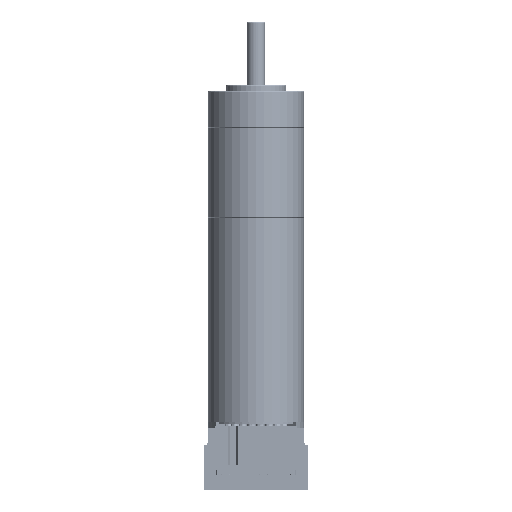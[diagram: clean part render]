
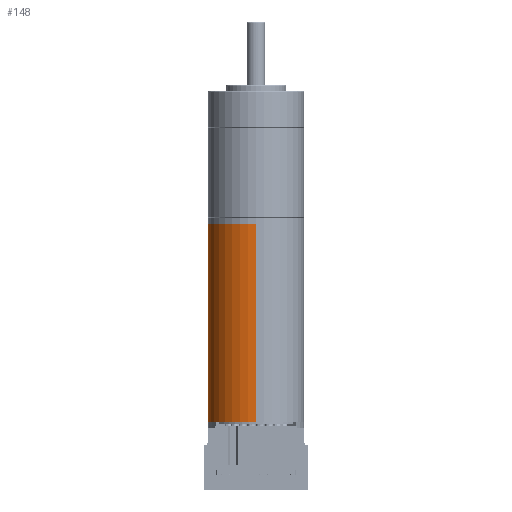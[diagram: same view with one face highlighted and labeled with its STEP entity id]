
A CAD part, left-side view. The second image highlights one B-rep face of the part: STEP entity #148.
In plain terms, the highlighted cylindrical face has radius 8 mm (diameter 16 mm), a partial arc.
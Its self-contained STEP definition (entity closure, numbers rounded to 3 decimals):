
#11=CARTESIAN_POINT('',(0.,0.,0.));
#12=DIRECTION('',(0.,0.,1.));
#13=DIRECTION('',(1.,0.,0.));
#14=AXIS2_PLACEMENT_3D('',#11,#12,#13);
#39=CARTESIAN_POINT('',(0.,0.,33.));
#40=DIRECTION('',(0.,0.,1.));
#41=DIRECTION('',(1.,0.,0.));
#42=AXIS2_PLACEMENT_3D('',#39,#40,#41);
#49=DIRECTION('',(0.,0.,1.));
#50=VECTOR('',#49,33.);
#51=CARTESIAN_POINT('',(8.,0.,0.));
#52=LINE('',#51,#50);
#53=DIRECTION('',(0.,0.,1.));
#54=VECTOR('',#53,33.);
#55=CARTESIAN_POINT('',(-8.,0.,0.));
#56=LINE('',#55,#54);
#61=CARTESIAN_POINT('',(8.,0.,0.));
#62=CARTESIAN_POINT('',(-8.,0.,0.));
#63=VERTEX_POINT('',#61);
#64=VERTEX_POINT('',#62);
#69=CARTESIAN_POINT('',(8.,0.,33.));
#70=CARTESIAN_POINT('',(-8.,0.,33.));
#71=VERTEX_POINT('',#69);
#72=VERTEX_POINT('',#70);
#135=CARTESIAN_POINT('',(0.,0.,0.));
#136=DIRECTION('',(0.,0.,1.));
#137=DIRECTION('',(1.,0.,0.));
#138=AXIS2_PLACEMENT_3D('',#135,#136,#137);
#139=CYLINDRICAL_SURFACE('',#138,8.);
#140=ORIENTED_EDGE('',*,*,#78,.F.);
#142=ORIENTED_EDGE('',*,*,#141,.T.);
#143=ORIENTED_EDGE('',*,*,#124,.T.);
#145=ORIENTED_EDGE('',*,*,#144,.F.);
#146=EDGE_LOOP('',(#140,#142,#143,#145));
#147=FACE_OUTER_BOUND('',#146,.F.);
#148=ADVANCED_FACE('',(#147),#139,.T.);
#15=CIRCLE('',#14,8.);
#43=CIRCLE('',#42,8.);
#78=EDGE_CURVE('',#63,#64,#15,.T.);
#124=EDGE_CURVE('',#71,#72,#43,.T.);
#141=EDGE_CURVE('',#63,#71,#52,.T.);
#144=EDGE_CURVE('',#64,#72,#56,.T.);
